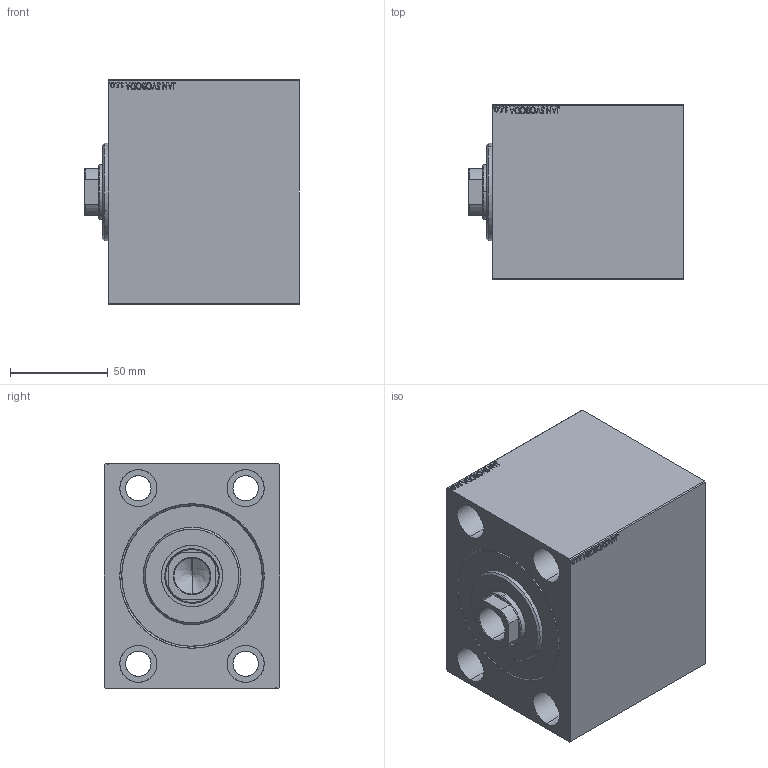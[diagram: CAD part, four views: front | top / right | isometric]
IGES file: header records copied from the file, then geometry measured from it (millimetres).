
Start section: SolidWorks IGES file using analytic representation for surfaces
Global section: file name: 9f8f.IGS; native system: SolidWorks 2019; preprocessor: SolidWorks 2019; author: Model3D; date: 240402.125839; units: millimetre
Bounding box: 110 x 90 x 115 mm (x, y, z)
Surface area: 120383.7 mm2 (no closed solid volume)
Topology: 0 solids, 0 shells, 860 faces, 12318 edges, 12316 vertices
Faces by surface type: bspline 788, revolution 72
